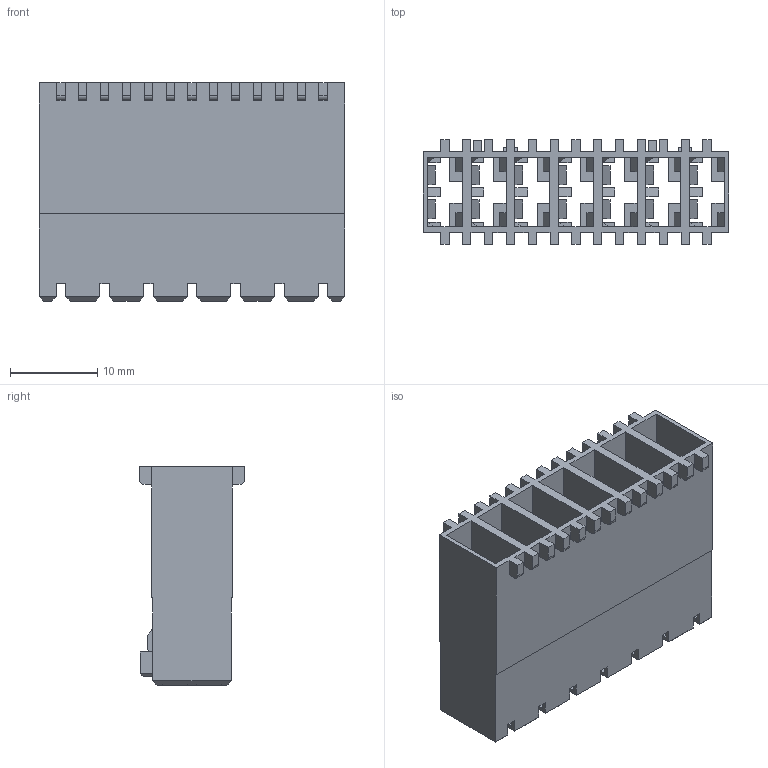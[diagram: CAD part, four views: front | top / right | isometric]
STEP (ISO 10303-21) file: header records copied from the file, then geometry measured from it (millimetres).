
FILE_DESCRIPTION(/* description */ ('Unknown'),/* implementation_level */ '2;1');
FILE_NAME(/* name */ '637100210207',/* time_stamp */ '2025-05-14T12:03:29+02:00',/* author */ ('Unknown'),/* organization */ ('Unknown'),/* preprocessor_version */ 'ST-DEVELOPER v19.4',/* originating_system */ 'Solid Edge',/* authorisation */ 'Unknown');
FILE_SCHEMA (('AUTOMOTIVE_DESIGN {1 0 10303 214 3 1 1}'));
Length unit declared in the file: millimetre
Products named in the file (2): 63710021xxxx; 637100210207
Assembly tree (1 placements, depth 2):
  63710021xxxx
    637100210207
Bounding box: 35 x 12 x 25 mm (x, y, z)
Volume: 2798.2 mm3; surface area: 7160.1 mm2
Topology: 1 solids, 1 shells, 523 faces, 1476 edges, 964 vertices
Faces by surface type: plane 497, cylinder 26
Entity records: 16599 total; most frequent: CARTESIAN_POINT 2965, ORIENTED_EDGE 2952, DIRECTION 2578, EDGE_CURVE 1476, LINE 1424, VECTOR 1424, VERTEX_POINT 964, AXIS2_PLACEMENT_3D 577
